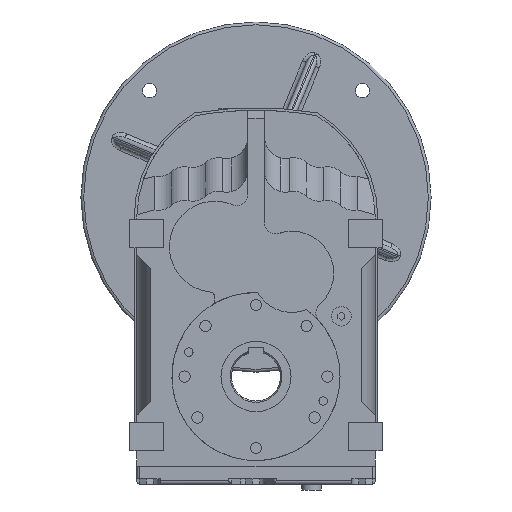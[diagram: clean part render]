
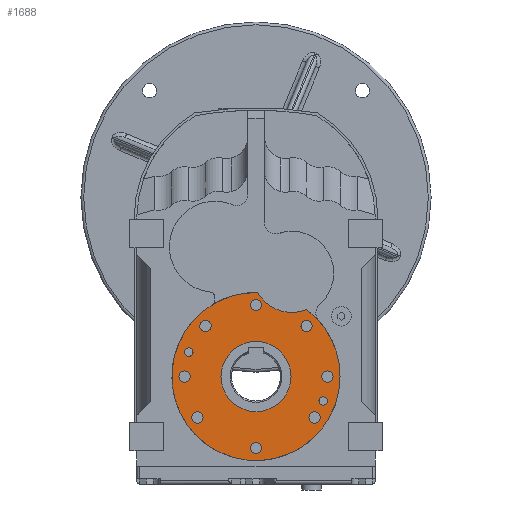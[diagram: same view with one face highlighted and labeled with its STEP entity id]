
A CAD part, left-side view. The second image highlights one B-rep face of the part: STEP entity #1688.
In plain terms, the highlighted planar face has unit normal (-1, 0, 0).
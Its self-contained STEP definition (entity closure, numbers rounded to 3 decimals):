
#1688=ADVANCED_FACE('',(#7094,#7096,#7098,#7100,#7102,#7104,#7106,#7108,#7110,#7112,
#7114,#7116),#7118,.F.);
#7094=FACE_BOUND('',#7095,.T.);
#7095=EDGE_LOOP('',(#13547,#13548,#13549));
#7096=FACE_BOUND('',#7097,.T.);
#7097=EDGE_LOOP('',(#13550));
#7098=FACE_BOUND('',#7099,.T.);
#7099=EDGE_LOOP('',(#13551));
#7100=FACE_BOUND('',#7101,.T.);
#7101=EDGE_LOOP('',(#13552));
#7102=FACE_BOUND('',#7103,.T.);
#7103=EDGE_LOOP('',(#13553));
#7104=FACE_BOUND('',#7105,.T.);
#7105=EDGE_LOOP('',(#13554));
#7106=FACE_BOUND('',#7107,.T.);
#7107=EDGE_LOOP('',(#13555));
#7108=FACE_BOUND('',#7109,.T.);
#7109=EDGE_LOOP('',(#13556));
#7110=FACE_BOUND('',#7111,.T.);
#7111=EDGE_LOOP('',(#13557));
#7112=FACE_BOUND('',#7113,.T.);
#7113=EDGE_LOOP('',(#13558));
#7114=FACE_BOUND('',#7115,.T.);
#7115=EDGE_LOOP('',(#13559));
#7116=FACE_BOUND('',#7117,.T.);
#7117=EDGE_LOOP('',(#13560,#13561));
#7118=PLANE('',#7119);
#7119=AXIS2_PLACEMENT_3D('',#7120,#7121,#7122);
#7120=CARTESIAN_POINT('',(0.,0.,0.));
#7121=DIRECTION('',(1.,0.,0.));
#7122=DIRECTION('',(0.,-0.,-1.));
#13547=ORIENTED_EDGE('',*,*,#16073,.F.);
#13548=ORIENTED_EDGE('',*,*,#15809,.F.);
#13549=ORIENTED_EDGE('',*,*,#15890,.F.);
#13550=ORIENTED_EDGE('',*,*,#15748,.T.);
#13551=ORIENTED_EDGE('',*,*,#15754,.F.);
#13552=ORIENTED_EDGE('',*,*,#15756,.F.);
#13553=ORIENTED_EDGE('',*,*,#15760,.F.);
#13554=ORIENTED_EDGE('',*,*,#15762,.F.);
#13555=ORIENTED_EDGE('',*,*,#15764,.F.);
#13556=ORIENTED_EDGE('',*,*,#15766,.F.);
#13557=ORIENTED_EDGE('',*,*,#15768,.F.);
#13558=ORIENTED_EDGE('',*,*,#15770,.F.);
#13559=ORIENTED_EDGE('',*,*,#15772,.F.);
#13560=ORIENTED_EDGE('',*,*,#15725,.F.);
#13561=ORIENTED_EDGE('',*,*,#15773,.F.);
#15725=EDGE_CURVE('',#17121,#17122,#17123,.T.);
#15748=EDGE_CURVE('',#17167,#17167,#17168,.T.);
#15754=EDGE_CURVE('',#17179,#17179,#17180,.T.);
#15756=EDGE_CURVE('',#17183,#17183,#17184,.T.);
#15760=EDGE_CURVE('',#17191,#17191,#17192,.T.);
#15762=EDGE_CURVE('',#17195,#17195,#17196,.T.);
#15764=EDGE_CURVE('',#17199,#17199,#17200,.T.);
#15766=EDGE_CURVE('',#17203,#17203,#17204,.T.);
#15768=EDGE_CURVE('',#17207,#17207,#17208,.T.);
#15770=EDGE_CURVE('',#17211,#17211,#17212,.T.);
#15772=EDGE_CURVE('',#17215,#17215,#17216,.T.);
#15773=EDGE_CURVE('',#17122,#17121,#17217,.T.);
#15809=EDGE_CURVE('',#17286,#17288,#17289,.T.);
#15890=EDGE_CURVE('',#17440,#17286,#17442,.T.);
#16073=EDGE_CURVE('',#17288,#17440,#17725,.T.);
#17121=VERTEX_POINT('',#19437);
#17122=VERTEX_POINT('',#19438);
#17123=CIRCLE('',#19439,4.);
#17167=VERTEX_POINT('',#19573);
#17168=CIRCLE('',#19574,25.);
#17179=VERTEX_POINT('',#19603);
#17180=CIRCLE('',#19604,3.);
#17183=VERTEX_POINT('',#19613);
#17184=CIRCLE('',#19614,3.);
#17191=VERTEX_POINT('',#19633);
#17192=CIRCLE('',#19634,4.);
#17195=VERTEX_POINT('',#19643);
#17196=CIRCLE('',#19644,4.);
#17199=VERTEX_POINT('',#19653);
#17200=CIRCLE('',#19654,4.);
#17203=VERTEX_POINT('',#19663);
#17204=CIRCLE('',#19664,4.);
#17207=VERTEX_POINT('',#19673);
#17208=CIRCLE('',#19674,4.);
#17211=VERTEX_POINT('',#19683);
#17212=CIRCLE('',#19684,4.);
#17215=VERTEX_POINT('',#19693);
#17216=CIRCLE('',#19694,4.);
#17217=CIRCLE('',#19698,4.);
#17286=VERTEX_POINT('',#19886);
#17288=VERTEX_POINT('',#19890);
#17289=CIRCLE('',#19891,60.);
#17440=VERTEX_POINT('',#20733);
#17442=CIRCLE('',#20737,60.);
#17725=CIRCLE('',#21593,28.);
#19437=CARTESIAN_POINT('',(0.,38.877,38.904));
#19438=CARTESIAN_POINT('',(0.,33.222,33.246));
#19439=AXIS2_PLACEMENT_3D('',#19440,#19441,#19442);
#19440=CARTESIAN_POINT('',(0.,36.062,36.062));
#19441=DIRECTION('',(-1.,0.,-0.));
#19442=DIRECTION('',(0.,0.704,0.71));
#19573=CARTESIAN_POINT('',(0.,-25.,0.));
#19574=AXIS2_PLACEMENT_3D('',#19575,#19576,#19577);
#19575=CARTESIAN_POINT('',(0.,0.,0.));
#19576=DIRECTION('',(1.,0.,0.));
#19577=DIRECTION('',(0.,-1.,0.));
#19603=CARTESIAN_POINT('',(0.,-50.924,-17.443));
#19604=AXIS2_PLACEMENT_3D('',#19605,#19606,#19607);
#19605=CARTESIAN_POINT('',(0.,-47.924,-17.443));
#19606=DIRECTION('',(-1.,-0.,-0.));
#19607=DIRECTION('',(0.,1.,-0.));
#19613=CARTESIAN_POINT('',(0.,44.924,17.443));
#19614=AXIS2_PLACEMENT_3D('',#19615,#19616,#19617);
#19615=CARTESIAN_POINT('',(0.,47.924,17.443));
#19616=DIRECTION('',(-1.,-0.,-0.));
#19617=DIRECTION('',(0.,1.,-0.));
#19633=CARTESIAN_POINT('',(0.,47.,0.));
#19634=AXIS2_PLACEMENT_3D('',#19635,#19636,#19637);
#19635=CARTESIAN_POINT('',(0.,51.,0.));
#19636=DIRECTION('',(-1.,-0.,-0.));
#19637=DIRECTION('',(0.,1.,0.));
#19643=CARTESIAN_POINT('',(0.,37.777,-29.252));
#19644=AXIS2_PLACEMENT_3D('',#19645,#19646,#19647);
#19645=CARTESIAN_POINT('',(0.,41.777,-29.252));
#19646=DIRECTION('',(-1.,-0.,-0.));
#19647=DIRECTION('',(0.,1.,-0.));
#19653=CARTESIAN_POINT('',(0.,-4.,-51.));
#19654=AXIS2_PLACEMENT_3D('',#19655,#19656,#19657);
#19655=CARTESIAN_POINT('',(0.,0.,-51.));
#19656=DIRECTION('',(-1.,-0.,-0.));
#19657=DIRECTION('',(0.,1.,-0.));
#19663=CARTESIAN_POINT('',(0.,-45.777,-29.252));
#19664=AXIS2_PLACEMENT_3D('',#19665,#19666,#19667);
#19665=CARTESIAN_POINT('',(0.,-41.777,-29.252));
#19666=DIRECTION('',(-1.,-0.,-0.));
#19667=DIRECTION('',(0.,1.,-0.));
#19673=CARTESIAN_POINT('',(0.,-55.,0.));
#19674=AXIS2_PLACEMENT_3D('',#19675,#19676,#19677);
#19675=CARTESIAN_POINT('',(0.,-51.,0.));
#19676=DIRECTION('',(-1.,-0.,-0.));
#19677=DIRECTION('',(0.,1.,0.));
#19683=CARTESIAN_POINT('',(0.,-40.062,36.062));
#19684=AXIS2_PLACEMENT_3D('',#19685,#19686,#19687);
#19685=CARTESIAN_POINT('',(0.,-36.062,36.062));
#19686=DIRECTION('',(-1.,-0.,-0.));
#19687=DIRECTION('',(0.,1.,-0.));
#19693=CARTESIAN_POINT('',(0.,-4.,51.));
#19694=AXIS2_PLACEMENT_3D('',#19695,#19696,#19697);
#19695=CARTESIAN_POINT('',(0.,0.,51.));
#19696=DIRECTION('',(-1.,-0.,-0.));
#19697=DIRECTION('',(0.,1.,-0.));
#19698=AXIS2_PLACEMENT_3D('',#19699,#19700,#19701);
#19699=CARTESIAN_POINT('',(0.,36.037,36.088));
#19700=DIRECTION('',(-1.,-0.,0.));
#19701=DIRECTION('',(0.,-0.704,-0.71));
#19886=CARTESIAN_POINT('',(0.,-60.,0.));
#19890=CARTESIAN_POINT('',(0.,-1.063,59.991));
#19891=AXIS2_PLACEMENT_3D('',#19892,#19893,#19894);
#19892=CARTESIAN_POINT('',(0.,0.,0.));
#19893=DIRECTION('',(1.,0.,0.));
#19894=DIRECTION('',(0.,-1.,0.));
#20733=CARTESIAN_POINT('',(0.,-36.181,47.864));
#20737=AXIS2_PLACEMENT_3D('',#20738,#20739,#20740);
#20738=CARTESIAN_POINT('',(0.,0.,0.));
#20739=DIRECTION('',(1.,0.,0.));
#20740=DIRECTION('',(0.,-0.603,0.798));
#21593=AXIS2_PLACEMENT_3D('',#21594,#21595,#21596);
#21594=CARTESIAN_POINT('',(0.,-25.46,73.73));
#21595=DIRECTION('',(-1.,0.,-0.));
#21596=DIRECTION('',(0.,0.871,-0.491));
